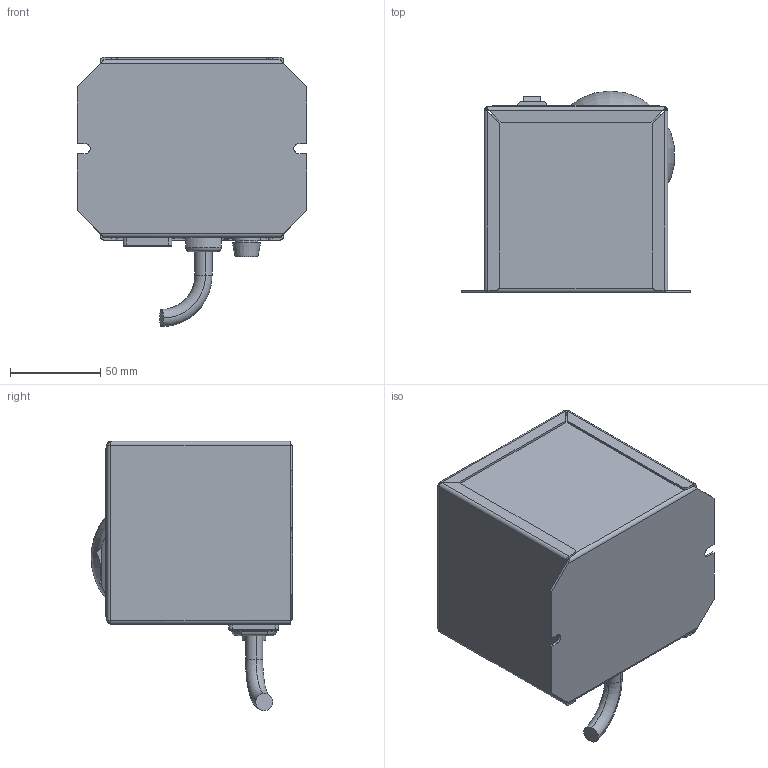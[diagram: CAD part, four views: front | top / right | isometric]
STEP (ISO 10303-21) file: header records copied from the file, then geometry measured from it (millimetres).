
FILE_DESCRIPTION (( 'STEP AP214' ), '1' );
FILE_NAME ('121-000-2000-3D.STEP', '2026-02-03T19:59:48', ( '' ), ( '' ), 'SwSTEP 2.0', 'SolidWorks 2022', '' );
FILE_SCHEMA (( 'AUTOMOTIVE_DESIGN' ));
Length unit declared in the file: inch
Products named in the file (11): KNOCKOUT .555_DEFAULT; SWITCH_DEFAULT; OUTLET_DEFAULT; FC-SINGLE-120V-ENCLOSURE-BOTTOM_DEFAULT; 112-000-0057-3D_DEFAULT; CORD_DEFAULT; 104-000-0078; FC-SINGLE-120V-ENCLOSURE-TOP_DEFAULT; 106-000-0022-FUSE-3D; 121-000-2000-3D; KNOCKOUT-.880_DEFAULT
Assembly tree (11 placements, depth 2):
  121-000-2000-3D
    FC-SINGLE-120V-ENCLOSURE-BOTTOM_DEFAULT
    FC-SINGLE-120V-ENCLOSURE-TOP_DEFAULT
    OUTLET_DEFAULT
    SWITCH_DEFAULT
    106-000-0022-FUSE-3D
    112-000-0057-3D_DEFAULT
    CORD_DEFAULT
    KNOCKOUT-.880_DEFAULT
    KNOCKOUT .555_DEFAULT  x2
    104-000-0078
Bounding box: 127 x 111.63 x 149.01 mm (x, y, z)
Volume: 295403.9 mm3; surface area: 171832.8 mm2
Topology: 13 solids, 13 shells, 832 faces, 2158 edges, 1429 vertices
Faces by surface type: plane 569, cylinder 143, bspline 94, torus 24, cone 2
Full cylindrical faces by diameter (mm): 0.705 x1, 3.002 x1, 3.554 x1, 12.7 x1, 14.097 x2, 15.494 x1, 22.377 x1
Entity records: 31995 total; most frequent: CARTESIAN_POINT 10661, ORIENTED_EDGE 4264, DIRECTION 3708, EDGE_CURVE 2132, VECTOR 1590, LINE 1590, VERTEX_POINT 1418, AXIS2_PLACEMENT_3D 1059
